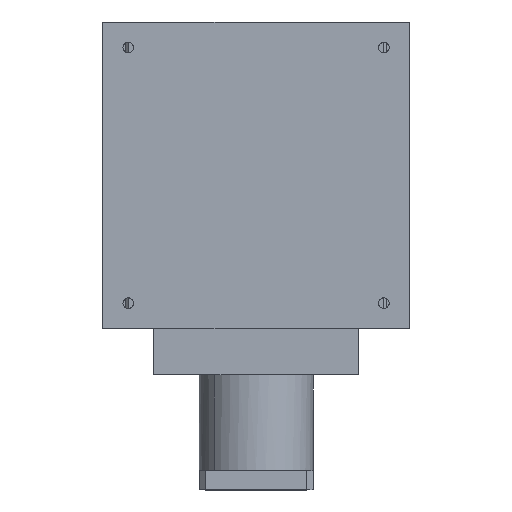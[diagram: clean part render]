
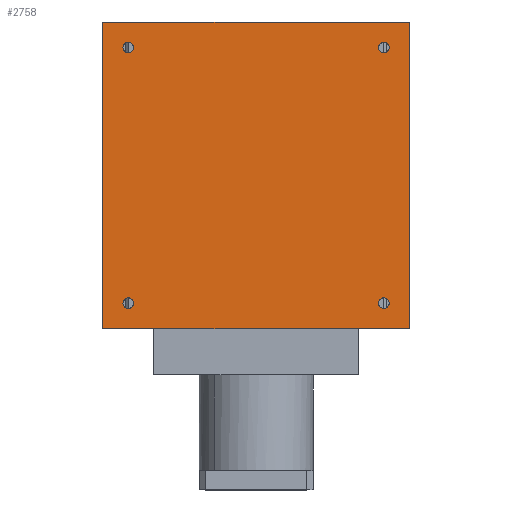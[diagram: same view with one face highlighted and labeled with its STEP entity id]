
A CAD part, top view. The second image highlights one B-rep face of the part: STEP entity #2758.
In plain terms, the highlighted planar face has unit normal (0, 0, 1).
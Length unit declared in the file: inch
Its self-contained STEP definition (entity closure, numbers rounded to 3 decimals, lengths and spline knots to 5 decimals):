
#2020=CARTESIAN_POINT('',(-2.3965,-2.5,0.59088));
#2021=VERTEX_POINT('',#2020);
#2046=CARTESIAN_POINT('',(-2.6035,-2.5,0.59088));
#2047=VERTEX_POINT('',#2046);
#2054=CARTESIAN_POINT('',(-2.5,-2.5,0.59088));
#2055=DIRECTION('',(0.0,0.0,-1.0));
#2056=DIRECTION('',(1.0,0.0,0.0));
#2057=AXIS2_PLACEMENT_3D('',#2054,#2055,#2056);
#2058=CIRCLE('',#2057,0.1035);
#2059=EDGE_CURVE('',#2021,#2047,#2058,.T.);
#2092=CARTESIAN_POINT('',(2.6035,2.5,0.59088));
#2093=VERTEX_POINT('',#2092);
#2118=CARTESIAN_POINT('',(2.3965,2.5,0.59088));
#2119=VERTEX_POINT('',#2118);
#2126=CARTESIAN_POINT('',(2.5,2.5,0.59088));
#2127=DIRECTION('',(0.0,0.0,-1.0));
#2128=DIRECTION('',(1.0,0.0,0.0));
#2129=AXIS2_PLACEMENT_3D('',#2126,#2127,#2128);
#2130=CIRCLE('',#2129,0.1035);
#2131=EDGE_CURVE('',#2093,#2119,#2130,.T.);
#2164=CARTESIAN_POINT('',(2.6035,-2.5,0.59088));
#2165=VERTEX_POINT('',#2164);
#2190=CARTESIAN_POINT('',(2.3965,-2.5,0.59088));
#2191=VERTEX_POINT('',#2190);
#2198=CARTESIAN_POINT('',(2.5,-2.5,0.59088));
#2199=DIRECTION('',(0.0,0.0,-1.0));
#2200=DIRECTION('',(1.0,0.0,0.0));
#2201=AXIS2_PLACEMENT_3D('',#2198,#2199,#2200);
#2202=CIRCLE('',#2201,0.1035);
#2203=EDGE_CURVE('',#2165,#2191,#2202,.T.);
#2236=CARTESIAN_POINT('',(-2.3965,2.5,0.59088));
#2237=VERTEX_POINT('',#2236);
#2262=CARTESIAN_POINT('',(-2.6035,2.5,0.59088));
#2263=VERTEX_POINT('',#2262);
#2270=CARTESIAN_POINT('',(-2.5,2.5,0.59088));
#2271=DIRECTION('',(0.0,0.0,-1.0));
#2272=DIRECTION('',(1.0,0.0,0.0));
#2273=AXIS2_PLACEMENT_3D('',#2270,#2271,#2272);
#2274=CIRCLE('',#2273,0.1035);
#2275=EDGE_CURVE('',#2237,#2263,#2274,.T.);
#2331=CARTESIAN_POINT('',(-2.5,2.5,0.59088));
#2332=DIRECTION('',(0.0,0.0,-1.0));
#2333=DIRECTION('',(1.0,0.0,0.0));
#2334=AXIS2_PLACEMENT_3D('',#2331,#2332,#2333);
#2335=CIRCLE('',#2334,0.1035);
#2336=EDGE_CURVE('',#2263,#2237,#2335,.T.);
#2401=CARTESIAN_POINT('',(2.5,-2.5,0.59088));
#2402=DIRECTION('',(0.0,0.0,-1.0));
#2403=DIRECTION('',(1.0,0.0,0.0));
#2404=AXIS2_PLACEMENT_3D('',#2401,#2402,#2403);
#2405=CIRCLE('',#2404,0.1035);
#2406=EDGE_CURVE('',#2191,#2165,#2405,.T.);
#2471=CARTESIAN_POINT('',(2.5,2.5,0.59088));
#2472=DIRECTION('',(0.0,0.0,-1.0));
#2473=DIRECTION('',(1.0,0.0,0.0));
#2474=AXIS2_PLACEMENT_3D('',#2471,#2472,#2473);
#2475=CIRCLE('',#2474,0.1035);
#2476=EDGE_CURVE('',#2119,#2093,#2475,.T.);
#2659=CARTESIAN_POINT('',(-2.5,-2.5,0.59088));
#2660=DIRECTION('',(0.0,0.0,-1.0));
#2661=DIRECTION('',(1.0,0.0,0.0));
#2662=AXIS2_PLACEMENT_3D('',#2659,#2660,#2661);
#2663=CIRCLE('',#2662,0.1035);
#2664=EDGE_CURVE('',#2047,#2021,#2663,.T.);
#2679=CARTESIAN_POINT('',(2.99879,3.,0.59088));
#2680=VERTEX_POINT('',#2679);
#2687=CARTESIAN_POINT('',(2.99879,-3.0,0.59088));
#2688=VERTEX_POINT('',#2687);
#2689=CARTESIAN_POINT('',(2.99879,-3.0,0.59088));
#2690=DIRECTION('',(0.0,1.0,0.0));
#2691=VECTOR('',#2690,6.0);
#2692=LINE('',#2689,#2691);
#2693=EDGE_CURVE('',#2688,#2680,#2692,.T.);
#2712=CARTESIAN_POINT('',(2.99879,-3.0,0.59088));
#2713=DIRECTION('',(0.0,0.0,1.0));
#2714=DIRECTION('',(1.0,0.0,0.0));
#2715=AXIS2_PLACEMENT_3D('',#2712,#2713,#2714);
#2716=PLANE('',#2715);
#2717=CARTESIAN_POINT('',(-2.99879,3.,0.59088));
#2718=VERTEX_POINT('',#2717);
#2719=CARTESIAN_POINT('',(2.99879,3.,0.59088));
#2720=DIRECTION('',(-1.0,0.0,0.0));
#2721=VECTOR('',#2720,5.99758);
#2722=LINE('',#2719,#2721);
#2723=EDGE_CURVE('',#2680,#2718,#2722,.T.);
#2724=ORIENTED_EDGE('',*,*,#2723,.T.);
#2725=CARTESIAN_POINT('',(-2.99879,-3.0,0.59088));
#2726=VERTEX_POINT('',#2725);
#2727=CARTESIAN_POINT('',(-2.99879,-3.0,0.59088));
#2728=DIRECTION('',(0.0,1.0,0.0));
#2729=VECTOR('',#2728,6.0);
#2730=LINE('',#2727,#2729);
#2731=EDGE_CURVE('',#2726,#2718,#2730,.T.);
#2732=ORIENTED_EDGE('',*,*,#2731,.F.);
#2733=CARTESIAN_POINT('',(2.99879,-3.0,0.59088));
#2734=DIRECTION('',(-1.0,0.0,0.0));
#2735=VECTOR('',#2734,5.99758);
#2736=LINE('',#2733,#2735);
#2737=EDGE_CURVE('',#2688,#2726,#2736,.T.);
#2738=ORIENTED_EDGE('',*,*,#2737,.F.);
#2739=ORIENTED_EDGE('',*,*,#2693,.T.);
#2740=EDGE_LOOP('',(#2724,#2732,#2738,#2739));
#2741=FACE_OUTER_BOUND('',#2740,.T.);
#2742=ORIENTED_EDGE('',*,*,#2275,.T.);
#2743=ORIENTED_EDGE('',*,*,#2336,.T.);
#2744=EDGE_LOOP('',(#2742,#2743));
#2745=FACE_BOUND('',#2744,.T.);
#2746=ORIENTED_EDGE('',*,*,#2203,.T.);
#2747=ORIENTED_EDGE('',*,*,#2406,.T.);
#2748=EDGE_LOOP('',(#2746,#2747));
#2749=FACE_BOUND('',#2748,.T.);
#2750=ORIENTED_EDGE('',*,*,#2131,.T.);
#2751=ORIENTED_EDGE('',*,*,#2476,.T.);
#2752=EDGE_LOOP('',(#2750,#2751));
#2753=FACE_BOUND('',#2752,.T.);
#2754=ORIENTED_EDGE('',*,*,#2059,.T.);
#2755=ORIENTED_EDGE('',*,*,#2664,.T.);
#2756=EDGE_LOOP('',(#2754,#2755));
#2757=FACE_BOUND('',#2756,.T.);
#2758=ADVANCED_FACE('',(#2741,#2745,#2749,#2753,#2757),#2716,.T.);
